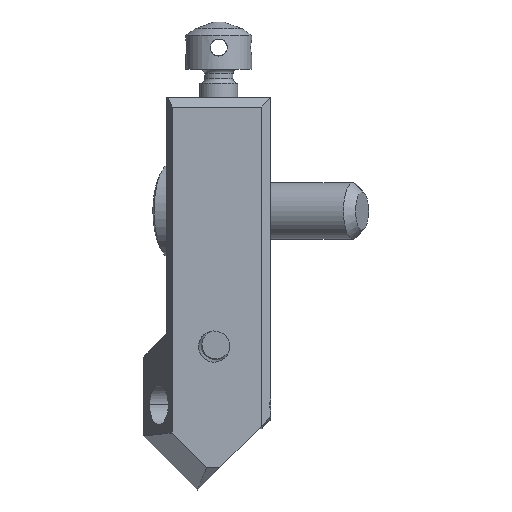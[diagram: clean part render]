
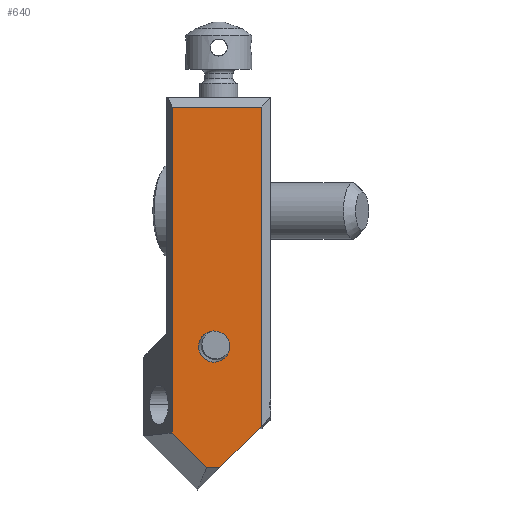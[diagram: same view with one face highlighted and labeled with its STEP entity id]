
A CAD part, front view. The second image highlights one B-rep face of the part: STEP entity #640.
In plain terms, the highlighted planar face has unit normal (0, -1, 0).
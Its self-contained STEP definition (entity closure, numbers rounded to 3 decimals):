
#640=ADVANCED_FACE('',(#963,#964),#851,.F.);
#851=PLANE('',#3940);
#935=ELLIPSE('',#3938,1.654,1.65);
#936=ELLIPSE('',#3939,1.654,1.65);
#963=FACE_BOUND('',#998,.T.);
#964=FACE_BOUND('',#999,.T.);
#998=EDGE_LOOP('',(#1227,#1228,#1229,#1230,#1231,#1232));
#999=EDGE_LOOP('',(#1233,#1234));
#1227=ORIENTED_EDGE('',*,*,#2685,.T.);
#1228=ORIENTED_EDGE('',*,*,#2686,.T.);
#1229=ORIENTED_EDGE('',*,*,#2687,.F.);
#1230=ORIENTED_EDGE('',*,*,#2688,.T.);
#1231=ORIENTED_EDGE('',*,*,#2689,.F.);
#1232=ORIENTED_EDGE('',*,*,#2690,.T.);
#1233=ORIENTED_EDGE('',*,*,#2691,.T.);
#1234=ORIENTED_EDGE('',*,*,#2692,.T.);
#2329=VERTEX_POINT('',#5588);
#2330=VERTEX_POINT('',#5589);
#2331=VERTEX_POINT('',#5591);
#2332=VERTEX_POINT('',#5593);
#2333=VERTEX_POINT('',#5595);
#2334=VERTEX_POINT('',#5597);
#2335=VERTEX_POINT('',#5600);
#2336=VERTEX_POINT('',#5601);
#2685=EDGE_CURVE('',#2329,#2330,#3236,.T.);
#2686=EDGE_CURVE('',#2330,#2331,#3237,.T.);
#2687=EDGE_CURVE('',#2332,#2331,#3238,.T.);
#2688=EDGE_CURVE('',#2332,#2333,#3239,.T.);
#2689=EDGE_CURVE('',#2334,#2333,#3240,.T.);
#2690=EDGE_CURVE('',#2334,#2329,#3241,.T.);
#2691=EDGE_CURVE('',#2335,#2336,#935,.T.);
#2692=EDGE_CURVE('',#2336,#2335,#936,.T.);
#3236=LINE('',#5587,#3514);
#3237=LINE('',#5590,#3515);
#3238=LINE('',#5592,#3516);
#3239=LINE('',#5594,#3517);
#3240=LINE('',#5596,#3518);
#3241=LINE('',#5598,#3519);
#3514=VECTOR('',#4421,1.);
#3515=VECTOR('',#4422,1.);
#3516=VECTOR('',#4423,1.);
#3517=VECTOR('',#4424,1.);
#3518=VECTOR('',#4425,1.);
#3519=VECTOR('',#4426,1.);
#3938=AXIS2_PLACEMENT_3D('',#5599,#4427,#4428);
#3939=AXIS2_PLACEMENT_3D('',#5602,#4429,#4430);
#3940=AXIS2_PLACEMENT_3D('',#5603,#4431,#4432);
#4421=DIRECTION('',(-1.,0.,0.));
#4422=DIRECTION('',(0.,0.,-1.));
#4423=DIRECTION('',(-0.707,0.,0.707));
#4424=DIRECTION('',(1.,0.,0.));
#4425=DIRECTION('',(-0.707,0.,-0.707));
#4426=DIRECTION('',(0.,0.,1.));
#4427=DIRECTION('',(0.,1.,0.));
#4428=DIRECTION('',(0.707,0.,0.707));
#4429=DIRECTION('',(0.,1.,0.));
#4430=DIRECTION('',(0.707,0.,0.707));
#4431=DIRECTION('',(0.,1.,0.));
#4432=DIRECTION('',(0.,0.,-1.));
#5587=CARTESIAN_POINT('',(-1.,0.,-1.));
#5588=CARTESIAN_POINT('',(-1.,0.,-1.));
#5589=CARTESIAN_POINT('',(-10.442,0.,-1.));
#5590=CARTESIAN_POINT('',(-10.442,0.,-1.));
#5591=CARTESIAN_POINT('',(-10.442,0.,-35.512));
#5592=CARTESIAN_POINT('',(-6.774,0.,-39.181));
#5593=CARTESIAN_POINT('',(-6.774,0.,-39.181));
#5594=CARTESIAN_POINT('',(-6.774,0.,-39.181));
#5595=CARTESIAN_POINT('',(-5.388,0.,-39.181));
#5596=CARTESIAN_POINT('',(-1.,0.,-34.793));
#5597=CARTESIAN_POINT('',(-1.,0.,-34.793));
#5598=CARTESIAN_POINT('',(-1.,0.,-34.793));
#5599=CARTESIAN_POINT('',(-5.988,0.,-26.359));
#5600=CARTESIAN_POINT('',(-4.336,0.,-26.355));
#5601=CARTESIAN_POINT('',(-7.64,0.,-26.363));
#5602=CARTESIAN_POINT('',(-5.988,0.,-26.359));
#5603=CARTESIAN_POINT('',(-5.721,0.,-20.09));
